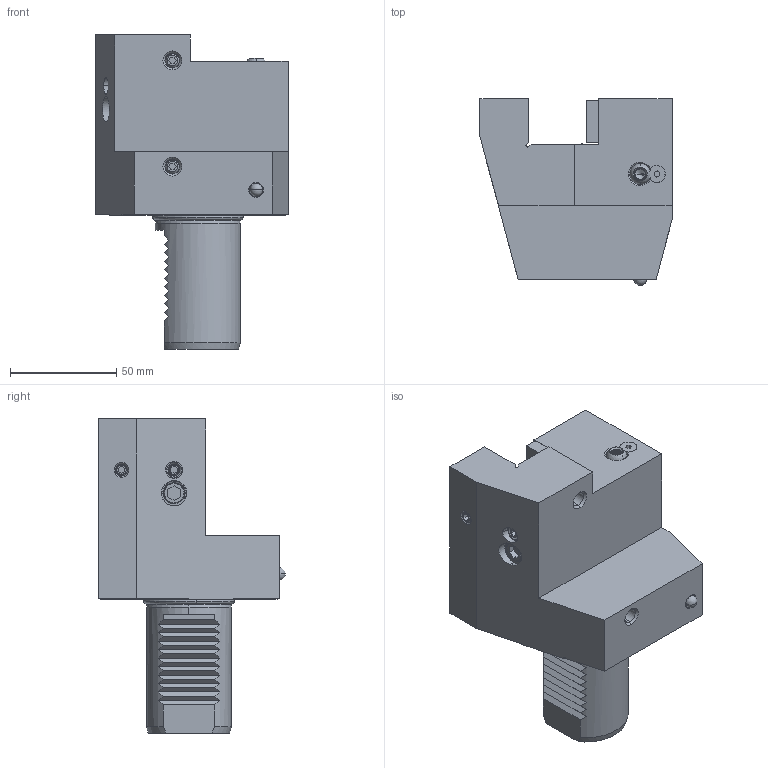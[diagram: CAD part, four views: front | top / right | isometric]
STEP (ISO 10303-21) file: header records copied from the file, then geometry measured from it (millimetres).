
FILE_DESCRIPTION (( 'STEP AP203' ), '1' );
FILE_NAME ('509.43.32.IK.STEP', '2017-12-26T06:46:36', ( '' ), ( '' ), 'SwSTEP 2.0', 'SolidWorks 2012', '' );
FILE_SCHEMA (( 'CONFIG_CONTROL_DESIGN' ));
Length unit declared in the file: millimetre
Products named in the file (14): M6x30; 72.5x20x6; M8尖頭螺絲; 2-441010041A7止水鉚珠; 2-44100006N4出水銅嘴; 25x7.8; VDI40    C3; 509.43.32.IK; O型環8; M12平頭螺絲30; 皿頭_M4xP0.7x8L; 管螺文螺絲; M6螺絲投; O型環38.7
Assembly tree (17 placements, depth 2):
  509.43.32.IK
    VDI40    C3
    2-44100006N4出水銅嘴
    2-441010041A7止水鉚珠
    25x7.8
    72.5x20x6
    M6x30
    M8尖頭螺絲  x2
    O型環38.7
    皿頭_M4xP0.7x8L
    管螺文螺絲
    M6螺絲投  x3
    O型環8
    M12平頭螺絲30  x2
Bounding box: 90.5 x 87.87 x 148 mm (x, y, z)
Volume: 432764.2 mm3; surface area: 75135 mm2
Topology: 18 solids, 18 shells, 887 faces, 2361 edges, 1506 vertices
Faces by surface type: cylinder 420, cone 233, plane 161, bspline 46, torus 19, sphere 8
Entity records: 69402 total; most frequent: CARTESIAN_POINT 51719, ORIENTED_EDGE 3862, DIRECTION 2884, EDGE_CURVE 1931, VERTEX_POINT 1230, AXIS2_PLACEMENT_3D 1069, EDGE_LOOP 777, VECTOR 746
